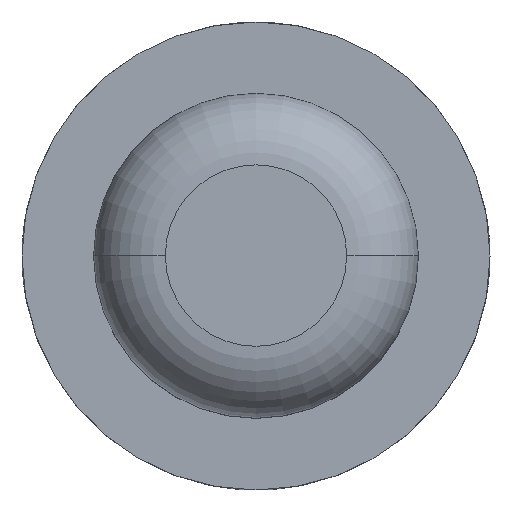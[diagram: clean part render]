
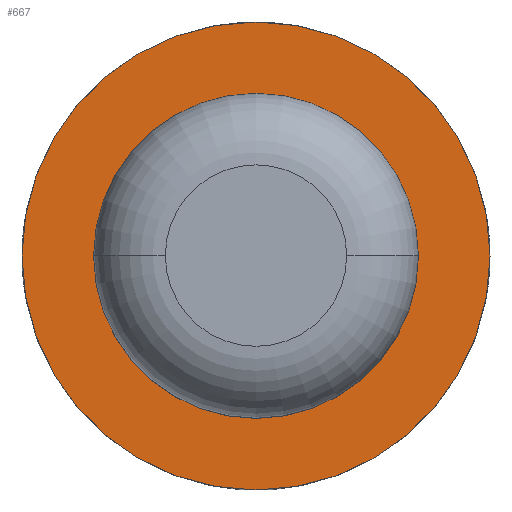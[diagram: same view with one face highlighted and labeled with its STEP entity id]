
A CAD part, top view. The second image highlights one B-rep face of the part: STEP entity #667.
In plain terms, the highlighted planar face has unit normal (0, 0, 1).
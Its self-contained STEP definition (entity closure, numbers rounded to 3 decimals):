
#25 = VERTEX_POINT ( 'NONE', #741 ) ;
#38 = CIRCLE ( 'NONE', #717, 4.9 ) ;
#65 = AXIS2_PLACEMENT_3D ( 'NONE', #318, #321, #1145 ) ;
#81 = CIRCLE ( 'NONE', #65, 4.9 ) ;
#101 = DIRECTION ( 'NONE',  ( 0., 0., 1. ) ) ;
#144 = DIRECTION ( 'NONE',  ( -1., 0., 0. ) ) ;
#162 = CARTESIAN_POINT ( 'NONE',  ( -9.487, -67.458, -5. ) ) ;
#166 = EDGE_CURVE ( 'NONE', #1166, #25, #81, .T. ) ;
#249 = AXIS2_PLACEMENT_3D ( 'NONE', #271, #101, #464 ) ;
#271 = CARTESIAN_POINT ( 'NONE',  ( -9.487, -67.458, -5. ) ) ;
#279 = AXIS2_PLACEMENT_3D ( 'NONE', #650, #1109, #1014 ) ;
#310 = EDGE_CURVE ( 'NONE', #429, #947, #411, .T. ) ;
#318 = CARTESIAN_POINT ( 'NONE',  ( -9.487, -67.458, -5. ) ) ;
#321 = DIRECTION ( 'NONE',  ( 0., 0., -1. ) ) ;
#353 = EDGE_CURVE ( 'NONE', #947, #429, #872, .T. ) ;
#411 = CIRCLE ( 'NONE', #249, 3.4 ) ;
#429 = VERTEX_POINT ( 'NONE', #739 ) ;
#464 = DIRECTION ( 'NONE',  ( 1., 0., 0. ) ) ;
#475 = CARTESIAN_POINT ( 'NONE',  ( -12.887, -67.458, -5. ) ) ;
#484 = EDGE_LOOP ( 'NONE', ( #1037, #738 ) ) ;
#530 = AXIS2_PLACEMENT_3D ( 'NONE', #162, #598, #144 ) ;
#571 = ORIENTED_EDGE ( 'NONE', *, *, #353, .F. ) ;
#598 = DIRECTION ( 'NONE',  ( 0., 0., -1. ) ) ;
#602 = PLANE ( 'NONE',  #530 ) ;
#641 = EDGE_LOOP ( 'NONE', ( #726, #571 ) ) ;
#650 = CARTESIAN_POINT ( 'NONE',  ( -9.487, -67.458, -5. ) ) ;
#667 = ADVANCED_FACE ( 'NONE', ( #823, #679 ), #602, .F. ) ;
#679 = FACE_OUTER_BOUND ( 'NONE', #484, .T. ) ;
#702 = CARTESIAN_POINT ( 'NONE',  ( -14.387, -67.458, -5. ) ) ;
#717 = AXIS2_PLACEMENT_3D ( 'NONE', #1074, #989, #1079 ) ;
#726 = ORIENTED_EDGE ( 'NONE', *, *, #310, .F. ) ;
#738 = ORIENTED_EDGE ( 'NONE', *, *, #166, .F. ) ;
#739 = CARTESIAN_POINT ( 'NONE',  ( -6.087, -67.458, -5. ) ) ;
#741 = CARTESIAN_POINT ( 'NONE',  ( -4.587, -67.458, -5. ) ) ;
#823 = FACE_BOUND ( 'NONE', #641, .T. ) ;
#848 = EDGE_CURVE ( 'NONE', #25, #1166, #38, .T. ) ;
#872 = CIRCLE ( 'NONE', #279, 3.4 ) ;
#947 = VERTEX_POINT ( 'NONE', #475 ) ;
#989 = DIRECTION ( 'NONE',  ( 0., 0., -1. ) ) ;
#1014 = DIRECTION ( 'NONE',  ( 1., 0., 0. ) ) ;
#1037 = ORIENTED_EDGE ( 'NONE', *, *, #848, .F. ) ;
#1074 = CARTESIAN_POINT ( 'NONE',  ( -9.487, -67.458, -5. ) ) ;
#1079 = DIRECTION ( 'NONE',  ( -1., 0., 0. ) ) ;
#1109 = DIRECTION ( 'NONE',  ( 0., 0., 1. ) ) ;
#1145 = DIRECTION ( 'NONE',  ( -1., 0., 0. ) ) ;
#1166 = VERTEX_POINT ( 'NONE', #702 ) ;
